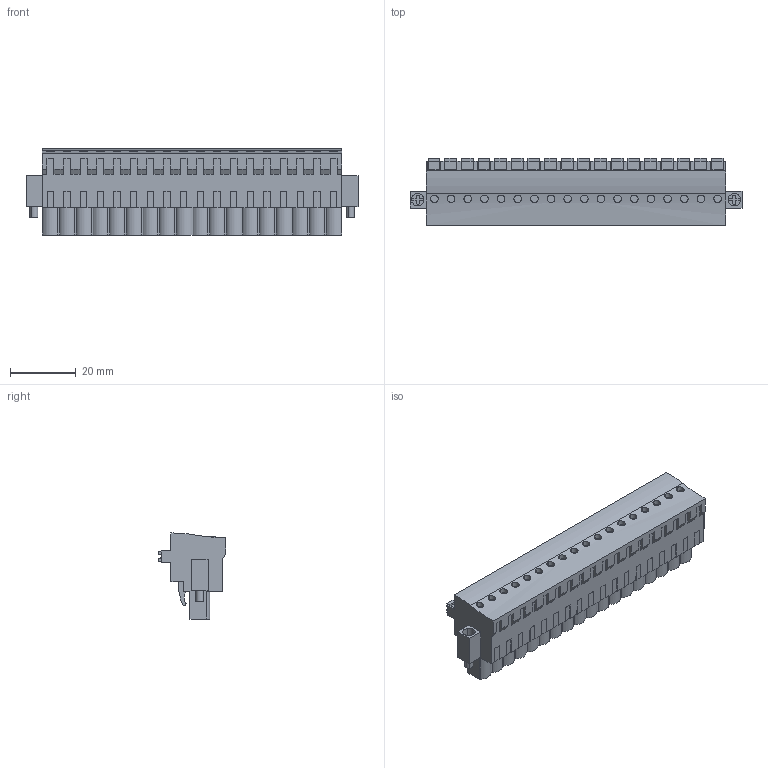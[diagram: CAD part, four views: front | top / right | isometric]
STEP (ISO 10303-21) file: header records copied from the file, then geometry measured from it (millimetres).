
FILE_DESCRIPTION(('CATIA V5 STEP Exchange','CAx-IF Rec.Pracs.--- Model Styling and Organization---1.2---2011-12-15'),'2;1');
FILE_NAME ('D1446325_0_1002250000_1002250000.stp','2017-09-09T13:40:42+00:00',('none'),('Weidmueller'),'CATIA Version 5-6 Release 2014','CATIA V5 STEP AP214','none');
FILE_SCHEMA(('AUTOMOTIVE_DESIGN { 1 0 10303 214 1 1 1 1 }'));
Length unit declared in the file: millimetre
Products named in the file (1): 1002250000
Bounding box: 101.24 x 20.64 x 26.24 mm (x, y, z)
Volume: 28294.6 mm3; surface area: 12399.9 mm2
Topology: 21 solids, 21 shells, 1221 faces, 3504 edges, 2403 vertices
Faces by surface type: plane 977, cylinder 236, extrusion 8
Entity records: 39555 total; most frequent: CARTESIAN_POINT 7747, ORIENTED_EDGE 7008, DIRECTION 5130, EDGE_CURVE 3504, VECTOR 2984, LINE 2976, VERTEX_POINT 2403, EDGE_LOOP 1303
